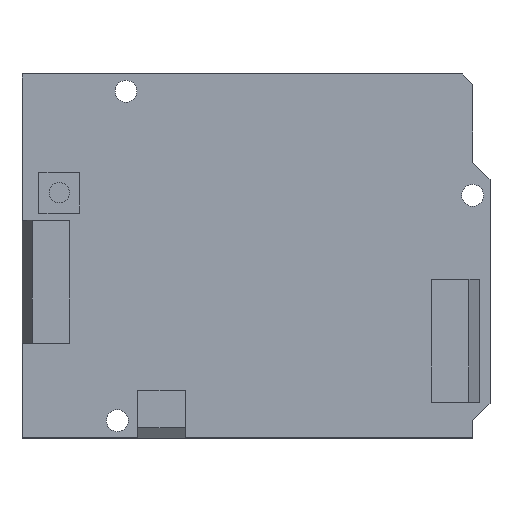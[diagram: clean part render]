
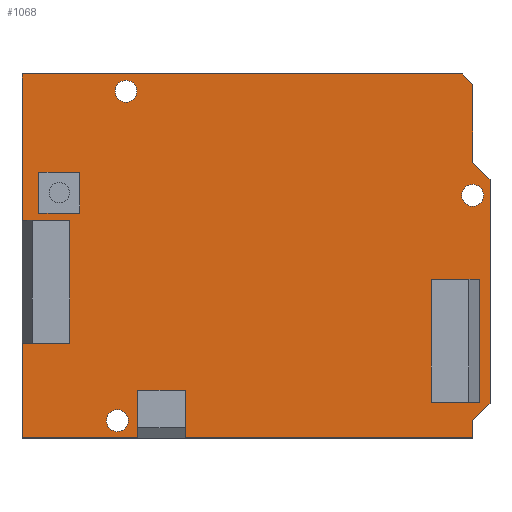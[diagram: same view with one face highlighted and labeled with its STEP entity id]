
A CAD part, top view. The second image highlights one B-rep face of the part: STEP entity #1068.
In plain terms, the highlighted planar face has unit normal (0, 0, 1).
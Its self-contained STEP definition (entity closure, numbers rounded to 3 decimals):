
#33=FACE_BOUND('',#183,.T.);
#34=FACE_BOUND('',#184,.T.);
#35=FACE_BOUND('',#185,.T.);
#49=PLANE('',#1163);
#115=FACE_OUTER_BOUND('',#182,.T.);
#182=EDGE_LOOP('',(#812,#813,#814,#815,#816,#817,#818,#819,#820));
#183=EDGE_LOOP('',(#821));
#184=EDGE_LOOP('',(#822));
#185=EDGE_LOOP('',(#823));
#249=LINE('',#1534,#385);
#252=LINE('',#1540,#388);
#255=LINE('',#1546,#391);
#258=LINE('',#1552,#394);
#261=LINE('',#1558,#397);
#264=LINE('',#1564,#400);
#267=LINE('',#1570,#403);
#270=LINE('',#1576,#406);
#273=LINE('',#1580,#409);
#385=VECTOR('',#1247,10.);
#388=VECTOR('',#1252,10.);
#391=VECTOR('',#1257,10.);
#394=VECTOR('',#1262,10.);
#397=VECTOR('',#1267,10.);
#400=VECTOR('',#1272,10.);
#403=VECTOR('',#1277,10.);
#406=VECTOR('',#1282,10.);
#409=VECTOR('',#1287,10.);
#516=CIRCLE('',#1146,1.6);
#518=CIRCLE('',#1149,1.6);
#520=CIRCLE('',#1152,1.6);
#524=VERTEX_POINT('',#1510);
#526=VERTEX_POINT('',#1516);
#528=VERTEX_POINT('',#1522);
#532=VERTEX_POINT('',#1531);
#533=VERTEX_POINT('',#1533);
#535=VERTEX_POINT('',#1539);
#537=VERTEX_POINT('',#1545);
#539=VERTEX_POINT('',#1551);
#541=VERTEX_POINT('',#1557);
#543=VERTEX_POINT('',#1563);
#545=VERTEX_POINT('',#1569);
#547=VERTEX_POINT('',#1575);
#620=EDGE_CURVE('',#524,#524,#516,.T.);
#623=EDGE_CURVE('',#526,#526,#518,.T.);
#626=EDGE_CURVE('',#528,#528,#520,.T.);
#631=EDGE_CURVE('',#533,#532,#249,.T.);
#634=EDGE_CURVE('',#535,#533,#252,.T.);
#637=EDGE_CURVE('',#537,#535,#255,.T.);
#640=EDGE_CURVE('',#539,#537,#258,.T.);
#643=EDGE_CURVE('',#541,#539,#261,.T.);
#646=EDGE_CURVE('',#543,#541,#264,.T.);
#649=EDGE_CURVE('',#545,#543,#267,.T.);
#652=EDGE_CURVE('',#547,#545,#270,.T.);
#655=EDGE_CURVE('',#532,#547,#273,.T.);
#812=ORIENTED_EDGE('',*,*,#655,.T.);
#813=ORIENTED_EDGE('',*,*,#652,.T.);
#814=ORIENTED_EDGE('',*,*,#649,.T.);
#815=ORIENTED_EDGE('',*,*,#646,.T.);
#816=ORIENTED_EDGE('',*,*,#643,.T.);
#817=ORIENTED_EDGE('',*,*,#640,.T.);
#818=ORIENTED_EDGE('',*,*,#637,.T.);
#819=ORIENTED_EDGE('',*,*,#634,.T.);
#820=ORIENTED_EDGE('',*,*,#631,.T.);
#821=ORIENTED_EDGE('',*,*,#626,.T.);
#822=ORIENTED_EDGE('',*,*,#623,.T.);
#823=ORIENTED_EDGE('',*,*,#620,.T.);
#1068=ADVANCED_FACE('',(#115,#33,#34,#35),#49,.T.);
#1146=AXIS2_PLACEMENT_3D('',#1511,#1224,#1225);
#1149=AXIS2_PLACEMENT_3D('',#1517,#1231,#1232);
#1152=AXIS2_PLACEMENT_3D('',#1523,#1238,#1239);
#1163=AXIS2_PLACEMENT_3D('',#1581,#1288,#1289);
#1224=DIRECTION('center_axis',(0.,0.,-1.));
#1225=DIRECTION('ref_axis',(1.,0.,0.));
#1231=DIRECTION('center_axis',(0.,0.,-1.));
#1232=DIRECTION('ref_axis',(1.,0.,0.));
#1238=DIRECTION('center_axis',(0.,0.,-1.));
#1239=DIRECTION('ref_axis',(1.,0.,0.));
#1247=DIRECTION('',(0.,1.,0.));
#1252=DIRECTION('',(0.707,0.707,0.));
#1257=DIRECTION('',(0.,1.,0.));
#1262=DIRECTION('',(1.,0.,0.));
#1267=DIRECTION('',(0.,-1.,0.));
#1272=DIRECTION('',(-1.,0.,0.));
#1277=DIRECTION('',(-0.707,0.707,0.));
#1282=DIRECTION('',(0.,1.,0.));
#1287=DIRECTION('',(-0.707,0.707,0.));
#1288=DIRECTION('center_axis',(0.,0.,1.));
#1289=DIRECTION('ref_axis',(1.,0.,0.));
#1510=CARTESIAN_POINT('',(64.44,35.56,1.64));
#1511=CARTESIAN_POINT('Origin',(66.04,35.56,1.64));
#1516=CARTESIAN_POINT('',(13.64,50.8,1.64));
#1517=CARTESIAN_POINT('Origin',(15.24,50.8,1.64));
#1522=CARTESIAN_POINT('',(12.37,2.54,1.64));
#1523=CARTESIAN_POINT('Origin',(13.97,2.54,1.64));
#1531=CARTESIAN_POINT('',(68.58,37.846,1.64));
#1533=CARTESIAN_POINT('',(68.58,5.08,1.64));
#1534=CARTESIAN_POINT('',(68.58,37.846,1.64));
#1539=CARTESIAN_POINT('',(66.04,2.54,1.64));
#1540=CARTESIAN_POINT('',(68.58,5.08,1.64));
#1545=CARTESIAN_POINT('',(66.04,0.,1.64));
#1546=CARTESIAN_POINT('',(66.04,0.,1.64));
#1551=CARTESIAN_POINT('',(0.,0.,1.64));
#1552=CARTESIAN_POINT('',(66.04,0.,1.64));
#1557=CARTESIAN_POINT('',(0.,53.34,1.64));
#1558=CARTESIAN_POINT('',(0.,0.,1.64));
#1563=CARTESIAN_POINT('',(64.516,53.34,1.64));
#1564=CARTESIAN_POINT('',(64.516,53.34,1.64));
#1569=CARTESIAN_POINT('',(66.04,51.816,1.64));
#1570=CARTESIAN_POINT('',(66.04,51.816,1.64));
#1575=CARTESIAN_POINT('',(66.04,40.386,1.64));
#1576=CARTESIAN_POINT('',(66.04,40.386,1.64));
#1580=CARTESIAN_POINT('',(68.58,37.846,1.64));
#1581=CARTESIAN_POINT('Origin',(34.29,26.67,1.64));
